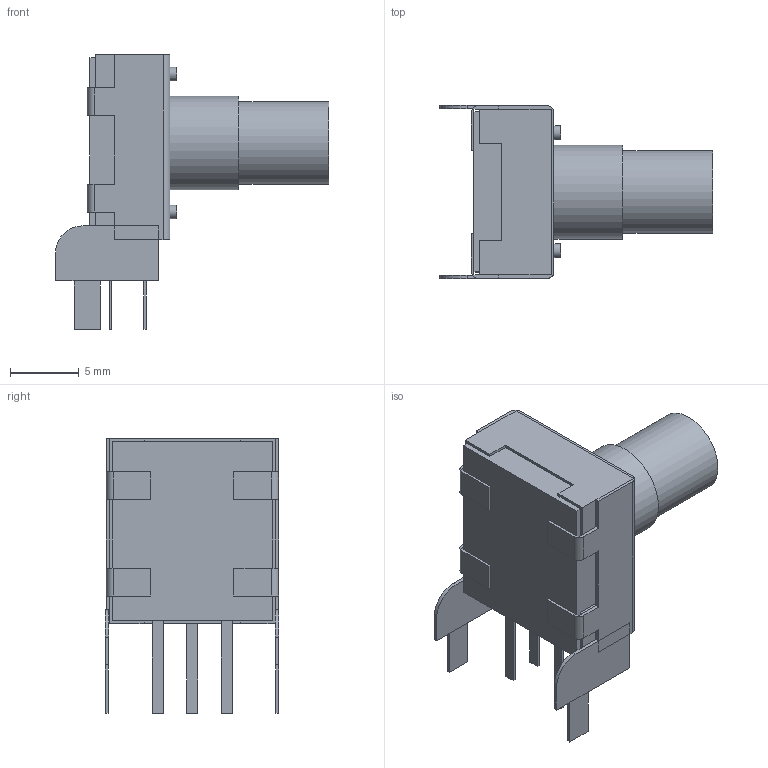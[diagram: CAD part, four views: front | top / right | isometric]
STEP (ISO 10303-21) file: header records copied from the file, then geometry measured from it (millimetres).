
FILE_DESCRIPTION(('FreeCAD Model'),'2;1');
FILE_NAME('RotaryEncoder_Bourns_Horizontal_PEC12r_2xxxf-sxxxx.step','2021-06-04T17:59:31',('Author'),(''), 'Open CASCADE STEP processor 7.3','FreeCAD','Unknown');
FILE_SCHEMA(('AUTOMOTIVE_DESIGN { 1 0 10303 214 1 1 1 1 }'));
Length unit declared in the file: millimetre
Products named in the file (1): Fusion002
Bounding box: 19.8 x 12.55 x 19.9 mm (x, y, z)
Volume: 1342.7 mm3; surface area: 1092.1 mm2
Topology: 1 solids, 1 shells, 132 faces, 355 edges, 228 vertices
Faces by surface type: plane 118, cylinder 14
Full cylindrical faces by diameter (mm): 1 x4, 6 x1, 6.8 x1
Entity records: 9374 total; most frequent: CARTESIAN_POINT 1678, DIRECTION 1117, LINE 769, VECTOR 769, ORIENTED_EDGE 710, PCURVE 710, DEFINITIONAL_REPRESENTATION 710, EDGE_CURVE 355
